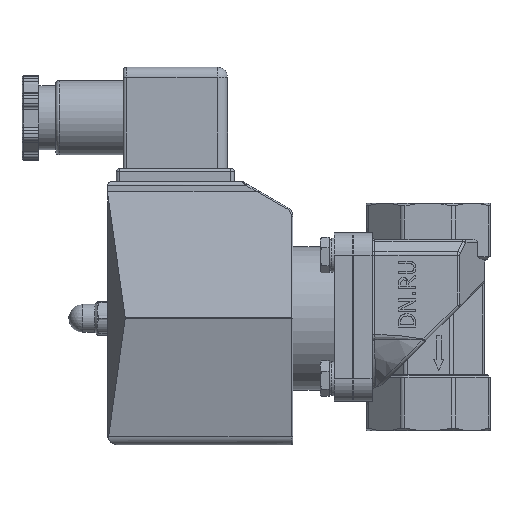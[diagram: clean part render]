
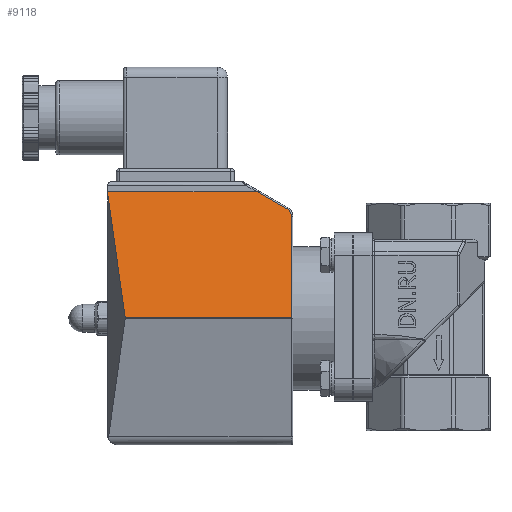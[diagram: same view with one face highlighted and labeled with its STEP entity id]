
A CAD part, left-side view. The second image highlights one B-rep face of the part: STEP entity #9118.
In plain terms, the highlighted planar face has unit normal (-0.972, 0, 0.236).
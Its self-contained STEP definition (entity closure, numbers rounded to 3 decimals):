
#232=ELLIPSE('',#10006,1.543,1.5);
#234=ELLIPSE('',#10040,2.546,0.3);
#1311=FACE_OUTER_BOUND('',#1883,.T.);
#1883=EDGE_LOOP('',(#7245,#7246,#7247,#7248,#7249,#7250,#7251));
#2517=LINE('',#15837,#3164);
#2522=LINE('',#15848,#3169);
#2555=LINE('',#16049,#3202);
#2556=LINE('',#16053,#3203);
#2557=LINE('',#16054,#3204);
#3164=VECTOR('',#11891,6.);
#3169=VECTOR('',#11902,6.);
#3202=VECTOR('',#12039,6.);
#3203=VECTOR('',#12042,6.);
#3204=VECTOR('',#12043,6.);
#3967=VERTEX_POINT('',#15768);
#3987=VERTEX_POINT('',#15835);
#3990=VERTEX_POINT('',#15846);
#4007=VERTEX_POINT('',#15946);
#4056=VERTEX_POINT('',#16048);
#4057=VERTEX_POINT('',#16050);
#4058=VERTEX_POINT('',#16052);
#5071=EDGE_CURVE('',#3987,#3967,#2517,.T.);
#5077=EDGE_CURVE('',#3967,#3990,#2522,.T.);
#5102=EDGE_CURVE('',#4007,#3987,#232,.T.);
#5152=EDGE_CURVE('',#4056,#4007,#2555,.T.);
#5153=EDGE_CURVE('',#4057,#4056,#234,.T.);
#5154=EDGE_CURVE('',#4057,#4058,#2556,.T.);
#5155=EDGE_CURVE('',#4058,#3990,#2557,.T.);
#7245=ORIENTED_EDGE('',*,*,#5152,.F.);
#7246=ORIENTED_EDGE('',*,*,#5153,.F.);
#7247=ORIENTED_EDGE('',*,*,#5154,.T.);
#7248=ORIENTED_EDGE('',*,*,#5155,.T.);
#7249=ORIENTED_EDGE('',*,*,#5077,.F.);
#7250=ORIENTED_EDGE('',*,*,#5071,.F.);
#7251=ORIENTED_EDGE('',*,*,#5102,.F.);
#8235=PLANE('',#10039);
#9118=ADVANCED_FACE('',(#1311),#8235,.T.);
#10006=AXIS2_PLACEMENT_3D('',#15948,#11953,#11954);
#10039=AXIS2_PLACEMENT_3D('',#16047,#12037,#12038);
#10040=AXIS2_PLACEMENT_3D('',#16051,#12040,#12041);
#11891=DIRECTION('',(-0.236,0.,-0.972));
#11902=DIRECTION('',(0.,1.,0.));
#11953=DIRECTION('center_axis',(0.972,0.,-0.236));
#11954=DIRECTION('ref_axis',(0.236,0.,0.972));
#12037=DIRECTION('center_axis',(-0.972,0.,0.236));
#12038=DIRECTION('ref_axis',(0.236,0.,0.972));
#12039=DIRECTION('',(-0.12,-0.86,-0.496));
#12040=DIRECTION('center_axis',(-0.972,0.,0.236));
#12041=DIRECTION('ref_axis',(-0.115,-0.872,-0.476));
#12042=DIRECTION('',(0.,1.,0.));
#12043=DIRECTION('',(-0.234,-0.135,-0.963));
#15768=CARTESIAN_POINT('',(-18.94,39.58,0.071));
#15835=CARTESIAN_POINT('',(-14.537,39.58,18.224));
#15837=CARTESIAN_POINT('',(-18.431,39.58,2.171));
#15846=CARTESIAN_POINT('',(-18.94,69.139,0.071));
#15848=CARTESIAN_POINT('',(-18.94,39.28,0.071));
#15946=CARTESIAN_POINT('',(-14.222,40.33,19.523));
#15948=CARTESIAN_POINT('Origin',(-14.537,41.08,18.224));
#16047=CARTESIAN_POINT('Origin',(-18.957,39.28,0.));
#16048=CARTESIAN_POINT('',(-13.494,45.531,22.526));
#16049=CARTESIAN_POINT('',(-15.372,32.121,14.783));
#16050=CARTESIAN_POINT('',(-13.5,45.609,22.5));
#16051=CARTESIAN_POINT('Origin',(-13.2,47.751,23.737));
#16052=CARTESIAN_POINT('',(-13.5,72.28,22.5));
#16053=CARTESIAN_POINT('',(-13.5,39.28,22.5));
#16054=CARTESIAN_POINT('',(-14.202,71.875,19.605));
